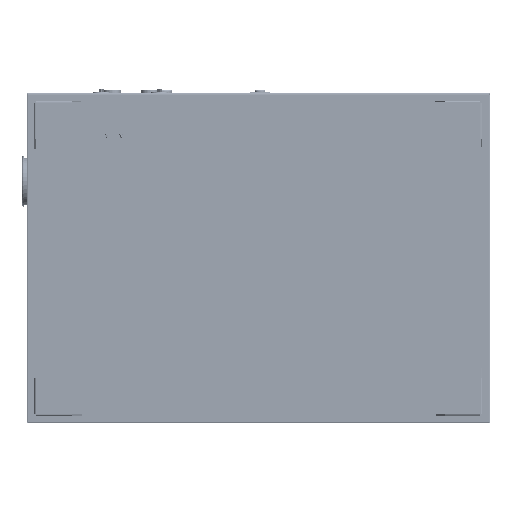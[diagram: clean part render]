
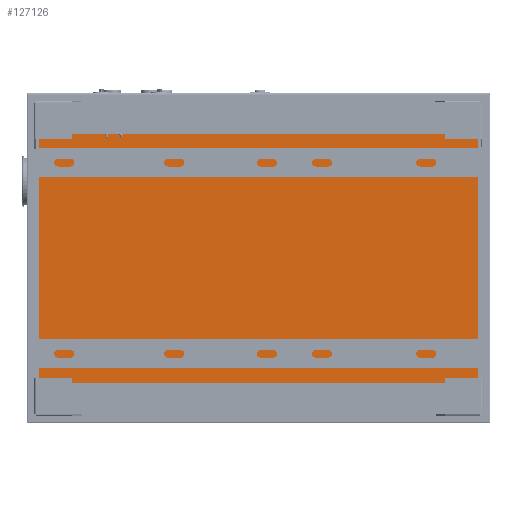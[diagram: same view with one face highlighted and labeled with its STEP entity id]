
A CAD part, front view. The second image highlights one B-rep face of the part: STEP entity #127126.
In plain terms, the highlighted face is planar.
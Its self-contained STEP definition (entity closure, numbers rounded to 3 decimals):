
#2882 = EDGE_CURVE ( 'NONE', #38175, #10989, #126920, .T. ) ;
#5827 = EDGE_CURVE ( 'NONE', #97323, #111154, #103161, .T. ) ;
#7421 = ORIENTED_EDGE ( 'NONE', *, *, #77835, .F. ) ;
#8486 = CARTESIAN_POINT ( 'NONE',  ( 397.5, -282.793, 1257. ) ) ;
#9038 = CARTESIAN_POINT ( 'NONE',  ( 397.5, -282.5, 1257. ) ) ;
#10550 = VECTOR ( 'NONE', #22194, 1000. ) ;
#10989 = VERTEX_POINT ( 'NONE', #134122 ) ;
#11063 = ORIENTED_EDGE ( 'NONE', *, *, #62768, .F. ) ;
#18354 = CARTESIAN_POINT ( 'NONE',  ( 0., 0., 1257. ) ) ;
#22194 = DIRECTION ( 'NONE',  ( 0., 1., 0. ) ) ;
#22387 = DIRECTION ( 'NONE',  ( -1., 0., 0. ) ) ;
#38175 = VERTEX_POINT ( 'NONE', #66318 ) ;
#41371 = VECTOR ( 'NONE', #22387, 1000. ) ;
#41830 = CARTESIAN_POINT ( 'NONE',  ( -397.5, -282.5, 1257. ) ) ;
#44108 = PLANE ( 'NONE',  #90682 ) ;
#56107 = FACE_OUTER_BOUND ( 'NONE', #155833, .T. ) ;
#62768 = EDGE_CURVE ( 'NONE', #111154, #38175, #137008, .T. ) ;
#66318 = CARTESIAN_POINT ( 'NONE',  ( 397.5, 282.5, 1257. ) ) ;
#67704 = LINE ( 'NONE', #118227, #71377 ) ;
#71377 = VECTOR ( 'NONE', #80555, 1000. ) ;
#73826 = CARTESIAN_POINT ( 'NONE',  ( 397.793, 282.5, 1257. ) ) ;
#77835 = EDGE_CURVE ( 'NONE', #10989, #97323, #67704, .T. ) ;
#80555 = DIRECTION ( 'NONE',  ( 0., -1., 0. ) ) ;
#90682 = AXIS2_PLACEMENT_3D ( 'NONE', #18354, #108348, #145258 ) ;
#96966 = ORIENTED_EDGE ( 'NONE', *, *, #5827, .F. ) ;
#97323 = VERTEX_POINT ( 'NONE', #41830 ) ;
#101510 = CARTESIAN_POINT ( 'NONE',  ( -397.793, -282.5, 1257. ) ) ;
#103161 = LINE ( 'NONE', #101510, #163404 ) ;
#104013 = DIRECTION ( 'NONE',  ( 1., 0., 0. ) ) ;
#108348 = DIRECTION ( 'NONE',  ( 0., 0., 1. ) ) ;
#111154 = VERTEX_POINT ( 'NONE', #9038 ) ;
#118227 = CARTESIAN_POINT ( 'NONE',  ( -397.5, 282.793, 1257. ) ) ;
#126920 = LINE ( 'NONE', #73826, #41371 ) ;
#127126 = ADVANCED_FACE ( 'NONE', ( #56107 ), #44108, .F. ) ;
#134122 = CARTESIAN_POINT ( 'NONE',  ( -397.5, 282.5, 1257. ) ) ;
#137008 = LINE ( 'NONE', #8486, #10550 ) ;
#145258 = DIRECTION ( 'NONE',  ( 1., 0., 0. ) ) ;
#155833 = EDGE_LOOP ( 'NONE', ( #7421, #163107, #11063, #96966 ) ) ;
#163107 = ORIENTED_EDGE ( 'NONE', *, *, #2882, .F. ) ;
#163404 = VECTOR ( 'NONE', #104013, 1000. ) ;
